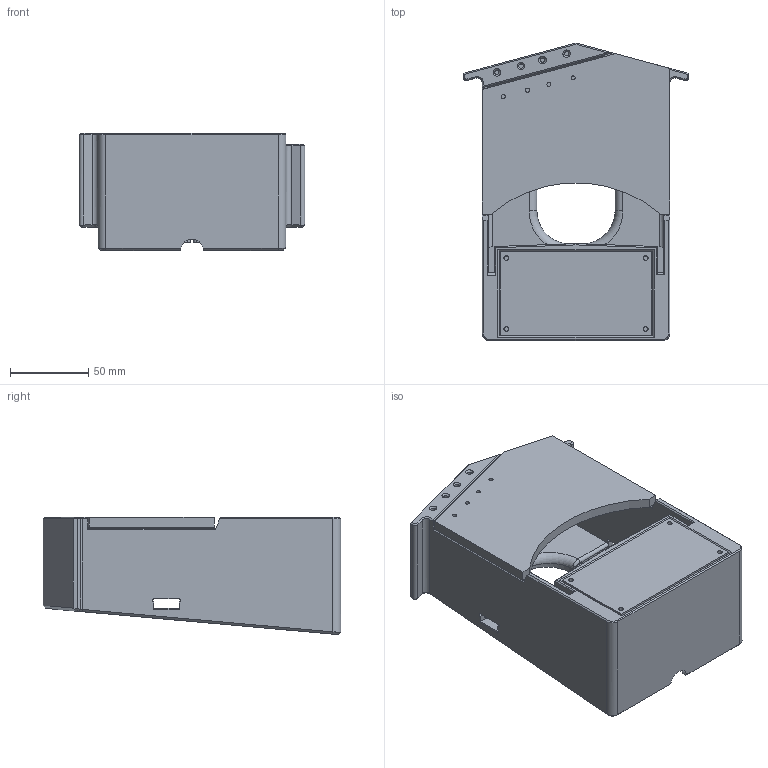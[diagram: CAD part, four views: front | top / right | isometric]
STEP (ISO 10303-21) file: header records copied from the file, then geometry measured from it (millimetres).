
FILE_DESCRIPTION (( 'STEP AP214' ), '1' );
FILE_NAME ('binobarn-v2.STEP', '2022-11-06T06:08:00', ( '' ), ( '' ), 'SwSTEP 2.0', 'SolidWorks 2018', '' );
FILE_SCHEMA (( 'AUTOMOTIVE_DESIGN' ));
Length unit declared in the file: millimetre
Products named in the file (1): binobarn-v2
Bounding box: 144 x 190 x 74.87 mm (x, y, z)
Volume: 666458.8 mm3; surface area: 148036.8 mm2
Topology: 3 solids, 3 shells, 233 faces, 606 edges, 382 vertices
Faces by surface type: plane 116, cylinder 79, cone 22, torus 8, bspline 8
Entity records: 8050 total; most frequent: CARTESIAN_POINT 2359, ORIENTED_EDGE 1212, DIRECTION 1121, EDGE_CURVE 606, VERTEX_POINT 382, AXIS2_PLACEMENT_3D 378, VECTOR 365, LINE 365
